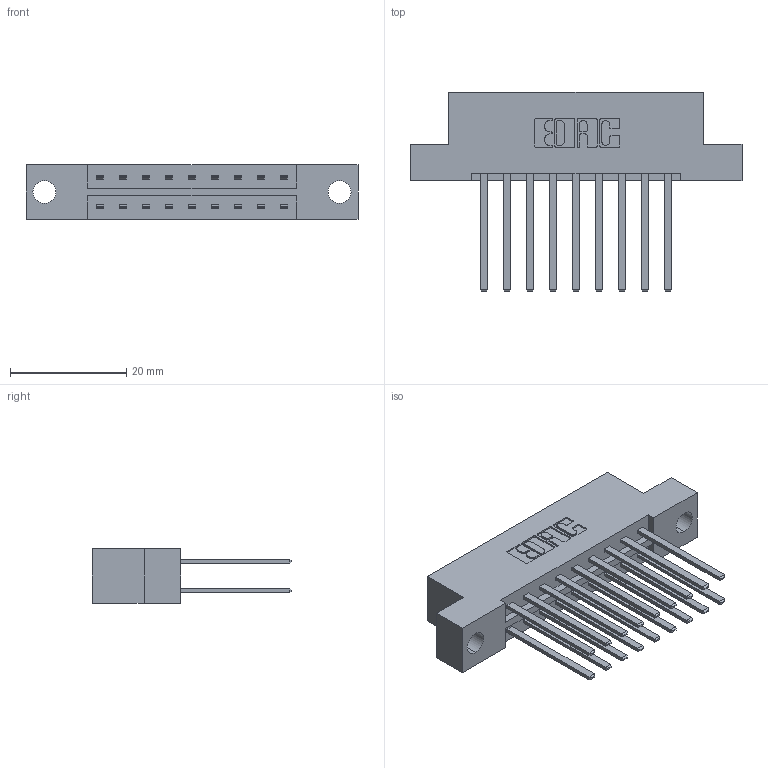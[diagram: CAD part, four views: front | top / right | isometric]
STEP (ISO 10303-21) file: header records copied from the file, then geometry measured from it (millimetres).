
FILE_DESCRIPTION (( 'STEP AP203' ), '1' );
FILE_NAME ('333-018-544-204.STEP', '2019-08-09T13:50:07', ( '' ), ( '' ), 'SwSTEP 2.0', 'SolidWorks 2016', '' );
FILE_SCHEMA (( 'CONFIG_CONTROL_DESIGN' ));
Length unit declared in the file: inch
Products named in the file (3): 333 Part_Flush - .156 Dia - TH; 345-292-001_345-293-144; 333-018-544-204
Assembly tree (19 placements, depth 2):
  333-018-544-204
    333 Part_Flush - .156 Dia - TH
    345-292-001_345-293-144  x18
Bounding box: 57.2 x 34.3 x 9.4 mm (x, y, z)
Volume: 5695.7 mm3; surface area: 6991 mm2
Topology: 19 solids, 19 shells, 942 faces, 2777 edges, 1826 vertices
Faces by surface type: plane 646, cylinder 296
Entity records: 9877 total; most frequent: CARTESIAN_POINT 1674, ORIENTED_EDGE 1610, DIRECTION 1485, EDGE_CURVE 805, VECTOR 681, LINE 681, VERTEX_POINT 534, AXIS2_PLACEMENT_3D 402
